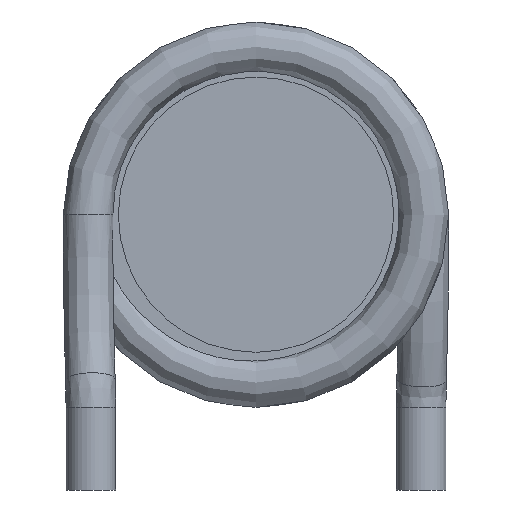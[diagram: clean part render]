
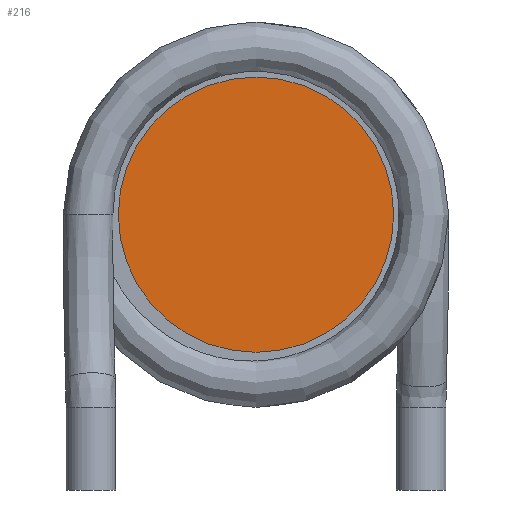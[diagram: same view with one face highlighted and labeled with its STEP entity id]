
A CAD part, front view. The second image highlights one B-rep face of the part: STEP entity #216.
In plain terms, the highlighted planar face has unit normal (0, -1, 0).
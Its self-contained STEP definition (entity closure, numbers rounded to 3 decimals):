
#48=PLANE('',#359);
#56=ORIENTED_EDGE('',*,*,#94,.F.);
#94=EDGE_CURVE('',#114,#114,#132,.T.);
#114=VERTEX_POINT('',#445);
#132=CIRCLE('',#357,5.);
#148=EDGE_LOOP('',(#56));
#180=FACE_BOUND('',#148,.T.);
#216=ADVANCED_FACE('',(#180),#48,.F.);
#357=AXIS2_PLACEMENT_3D('',#444,#388,#389);
#359=AXIS2_PLACEMENT_3D('',#448,#392,#393);
#388=DIRECTION('',(0.,1.,0.));
#389=DIRECTION('',(1.,0.,0.));
#392=DIRECTION('',(0.,1.,0.));
#393=DIRECTION('',(0.,0.,1.));
#444=CARTESIAN_POINT('',(0.,-15.,0.));
#445=CARTESIAN_POINT('',(5.,-15.,0.));
#448=CARTESIAN_POINT('',(0.,-15.,0.));
